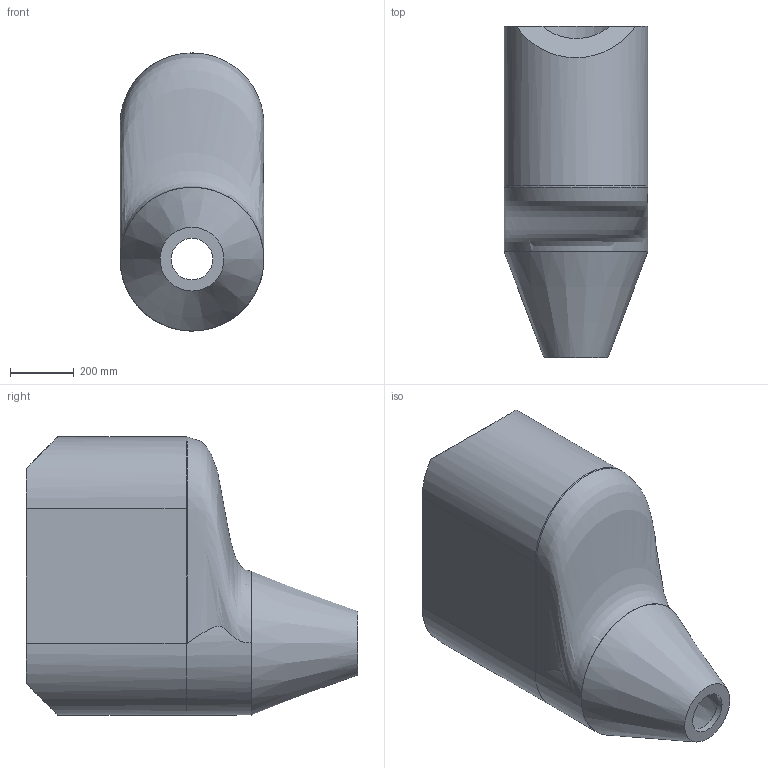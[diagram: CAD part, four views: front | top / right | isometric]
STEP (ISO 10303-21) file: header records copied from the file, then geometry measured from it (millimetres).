
FILE_DESCRIPTION(/* description */ (''),/* implementation_level */ '2;1');
FILE_NAME(/* name */ 'MVED_E_180_130_175_8.stp',/* time_stamp */ '2023-12-19T16:39:51+01:00',/* author */ (''),/* organization */ (''),/* preprocessor_version */ 'ST-DEVELOPER v18.1',/* originating_system */ 'SIEMENS PLM Software NX 2000',/* authorisation */ '');
FILE_SCHEMA (('MODEL_BASED_INTEGRATED_MANUFACTURING_SCHEMA'));
Length unit declared in the file: millimetre
Products named in the file (4): Tip_E-D10000000954571-D10000000954571_A001; SweepsApo_E-D10000000954569-D10000000954569_A001; Inlet_E-D10000000954567-D10000000954567_A001; E_NOA68-D10000000954583-D10000000954583_A001
Assembly tree (3 placements, depth 2):
  E_NOA68-D10000000954583-D10000000954583_A001
    Inlet_E-D10000000954567-D10000000954567_A001
    SweepsApo_E-D10000000954569-D10000000954569_A001
    Tip_E-D10000000954571-D10000000954571_A001
Bounding box: 450 x 1036.82 x 870 mm (x, y, z)
Volume: 135661760 mm3; surface area: 5117001.5 mm2
Topology: 3 solids, 3 shells, 100 faces, 248 edges, 161 vertices
Faces by surface type: plane 31, cylinder 29, bspline 20, torus 12, cone 8
Full cylindrical faces by diameter (mm): 130 x1, 180 x3, 200 x2, 315 x4, 330 x6
Entity records: 4580 total; most frequent: CARTESIAN_POINT 2477, ORIENTED_EDGE 396, DIRECTION 372, EDGE_CURVE 198, AXIS2_PLACEMENT_3D 168, EDGE_LOOP 156, VERTEX_POINT 144, FACE_BOUND 106
